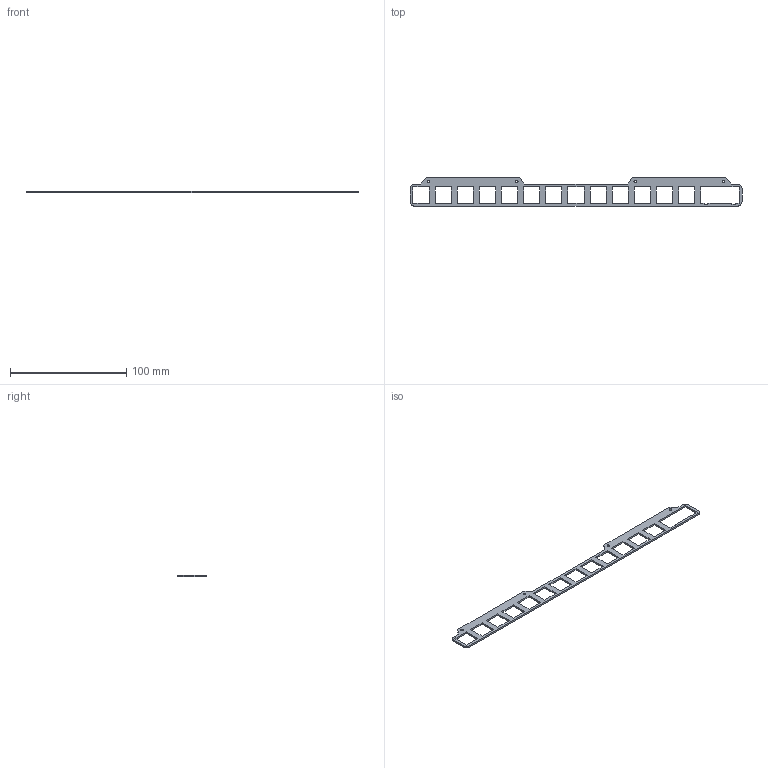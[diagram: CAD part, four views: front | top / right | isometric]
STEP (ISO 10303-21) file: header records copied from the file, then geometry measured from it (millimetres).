
FILE_DESCRIPTION(/* description */ (''),/* implementation_level */ '2;1');
FILE_NAME(/* name */ 'quartertop v1.step',/* time_stamp */ '2021-04-21T09:57:43-07:00',/* author */ (''),/* organization */ (''),/* preprocessor_version */ 'ST-DEVELOPER v18.1',/* originating_system */ 'Autodesk Translation Framework v10.6.0.1341',/* authorisation */ '');
FILE_SCHEMA (('AUTOMOTIVE_DESIGN { 1 0 10303 214 3 1 1 }'));
Length unit declared in the file: millimetre
Products named in the file (1): quartertop
Bounding box: 285.75 x 24.3 x 1.5 mm (x, y, z)
Volume: 4932.7 mm3; surface area: 8771 mm2
Topology: 1 solids, 1 shells, 86 faces, 252 edges, 168 vertices
Faces by surface type: plane 78, cylinder 8
Full cylindrical faces by diameter (mm): 2 x4
Entity records: 2924 total; most frequent: CARTESIAN_POINT 507, ORIENTED_EDGE 504, DIRECTION 442, EDGE_CURVE 252, LINE 236, VECTOR 236, VERTEX_POINT 168, EDGE_LOOP 122
